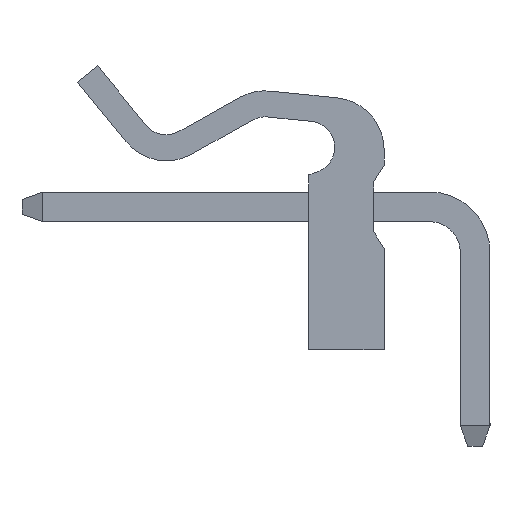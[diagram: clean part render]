
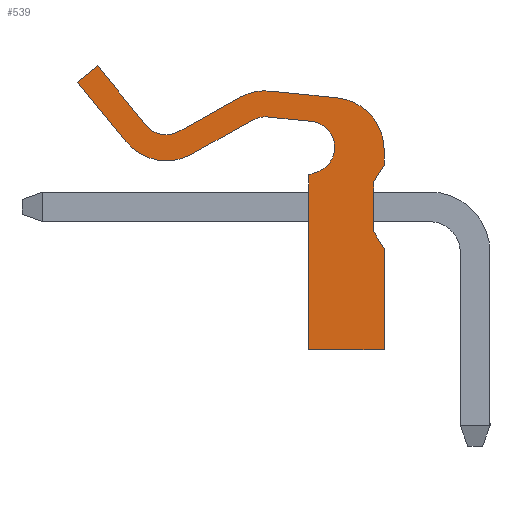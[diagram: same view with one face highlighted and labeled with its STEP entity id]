
A CAD part, left-side view. The second image highlights one B-rep face of the part: STEP entity #539.
In plain terms, the highlighted planar face has unit normal (-1, 0, 0).
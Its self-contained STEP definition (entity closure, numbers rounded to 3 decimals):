
#539=ADVANCED_FACE('',(#926),#928,.T.);
#926=FACE_BOUND('',#927,.T.);
#927=EDGE_LOOP('',(#1239,#1240,#1241,#1242,#1243,#1244,#1245,#1246,#1247,#1248,#1249,
#1250,#1251,#1252,#1253,#1254,#1255,#1256,#1257,#1258,#1259));
#928=PLANE('',#929);
#929=AXIS2_PLACEMENT_3D('',#930,#931,#932);
#930=CARTESIAN_POINT('',(-1.98,0.,0.));
#931=DIRECTION('',(-1.,0.,0.));
#932=DIRECTION('',(0.,0.,-1.));
#1239=ORIENTED_EDGE('',*,*,#1450,.T.);
#1240=ORIENTED_EDGE('',*,*,#1451,.T.);
#1241=ORIENTED_EDGE('',*,*,#1452,.T.);
#1242=ORIENTED_EDGE('',*,*,#1453,.T.);
#1243=ORIENTED_EDGE('',*,*,#1454,.T.);
#1244=ORIENTED_EDGE('',*,*,#1455,.T.);
#1245=ORIENTED_EDGE('',*,*,#1456,.T.);
#1246=ORIENTED_EDGE('',*,*,#1457,.T.);
#1247=ORIENTED_EDGE('',*,*,#1458,.T.);
#1248=ORIENTED_EDGE('',*,*,#1459,.T.);
#1249=ORIENTED_EDGE('',*,*,#1460,.T.);
#1250=ORIENTED_EDGE('',*,*,#1461,.T.);
#1251=ORIENTED_EDGE('',*,*,#1462,.T.);
#1252=ORIENTED_EDGE('',*,*,#1463,.T.);
#1253=ORIENTED_EDGE('',*,*,#1425,.T.);
#1254=ORIENTED_EDGE('',*,*,#1420,.T.);
#1255=ORIENTED_EDGE('',*,*,#1412,.T.);
#1256=ORIENTED_EDGE('',*,*,#1449,.T.);
#1257=ORIENTED_EDGE('',*,*,#1464,.T.);
#1258=ORIENTED_EDGE('',*,*,#1465,.T.);
#1259=ORIENTED_EDGE('',*,*,#1466,.T.);
#1412=EDGE_CURVE('',#1532,#1530,#1533,.T.);
#1420=EDGE_CURVE('',#1546,#1532,#1547,.T.);
#1425=EDGE_CURVE('',#1554,#1546,#1555,.T.);
#1449=EDGE_CURVE('',#1530,#1596,#1598,.T.);
#1450=EDGE_CURVE('',#1599,#1600,#1601,.T.);
#1451=EDGE_CURVE('',#1600,#1602,#1603,.T.);
#1452=EDGE_CURVE('',#1602,#1604,#1605,.T.);
#1453=EDGE_CURVE('',#1604,#1606,#1607,.T.);
#1454=EDGE_CURVE('',#1606,#1608,#1609,.T.);
#1455=EDGE_CURVE('',#1608,#1610,#1611,.T.);
#1456=EDGE_CURVE('',#1610,#1612,#1613,.T.);
#1457=EDGE_CURVE('',#1612,#1614,#1615,.T.);
#1458=EDGE_CURVE('',#1614,#1616,#1617,.T.);
#1459=EDGE_CURVE('',#1616,#1618,#1619,.T.);
#1460=EDGE_CURVE('',#1618,#1620,#1621,.T.);
#1461=EDGE_CURVE('',#1620,#1622,#1623,.T.);
#1462=EDGE_CURVE('',#1622,#1624,#1625,.T.);
#1463=EDGE_CURVE('',#1624,#1554,#1626,.T.);
#1464=EDGE_CURVE('',#1596,#1627,#1628,.T.);
#1465=EDGE_CURVE('',#1627,#1629,#1630,.T.);
#1466=EDGE_CURVE('',#1629,#1599,#1631,.T.);
#1530=VERTEX_POINT('',#1725);
#1532=VERTEX_POINT('',#1729);
#1533=LINE('',#1730,#1731);
#1546=VERTEX_POINT('',#1759);
#1547=LINE('',#1760,#1761);
#1554=VERTEX_POINT('',#1777);
#1555=LINE('',#1778,#1779);
#1596=VERTEX_POINT('',#1871);
#1598=LINE('',#1875,#1876);
#1599=VERTEX_POINT('',#1878);
#1600=VERTEX_POINT('',#1879);
#1601=CIRCLE('',#1880,2.);
#1602=VERTEX_POINT('',#1884);
#1603=LINE('',#1885,#1886);
#1604=VERTEX_POINT('',#1888);
#1605=CIRCLE('',#1889,2.);
#1606=VERTEX_POINT('',#1893);
#1607=LINE('',#1894,#1895);
#1608=VERTEX_POINT('',#1897);
#1609=CIRCLE('',#1898,1.);
#1610=VERTEX_POINT('',#1902);
#1611=LINE('',#1903,#1904);
#1612=VERTEX_POINT('',#1906);
#1613=LINE('',#1907,#1908);
#1614=VERTEX_POINT('',#1910);
#1615=LINE('',#1911,#1912);
#1616=VERTEX_POINT('',#1914);
#1617=CIRCLE('',#1915,2.);
#1618=VERTEX_POINT('',#1919);
#1619=LINE('',#1920,#1921);
#1620=VERTEX_POINT('',#1923);
#1621=CIRCLE('',#1924,1.);
#1622=VERTEX_POINT('',#1928);
#1623=LINE('',#1929,#1930);
#1624=VERTEX_POINT('',#1932);
#1625=CIRCLE('',#1933,1.);
#1626=LINE('',#1937,#1938);
#1627=VERTEX_POINT('',#1940);
#1628=LINE('',#1941,#1942);
#1629=VERTEX_POINT('',#1944);
#1630=LINE('',#1945,#1946);
#1631=LINE('',#1948,#1949);
#1725=CARTESIAN_POINT('',(-1.98,3.5,3.9));
#1729=CARTESIAN_POINT('',(-1.98,3.5,0.));
#1730=CARTESIAN_POINT('',(-1.98,3.5,0.));
#1731=VECTOR('',#1732,1.);
#1732=DIRECTION('',(0.,0.,1.));
#1759=CARTESIAN_POINT('',(-1.98,6.4,0.));
#1760=CARTESIAN_POINT('',(-1.98,6.4,0.));
#1761=VECTOR('',#1762,1.);
#1762=DIRECTION('',(0.,-1.,0.));
#1777=CARTESIAN_POINT('',(-1.98,6.4,6.727));
#1778=CARTESIAN_POINT('',(-1.98,6.4,6.727));
#1779=VECTOR('',#1780,1.);
#1780=DIRECTION('',(0.,0.,-1.));
#1871=CARTESIAN_POINT('',(-1.98,3.9,4.54));
#1875=CARTESIAN_POINT('',(-1.98,3.5,3.9));
#1876=VECTOR('',#1877,1.);
#1877=DIRECTION('',(0.,0.53,0.848));
#1878=CARTESIAN_POINT('',(-1.98,3.5,7.7));
#1879=CARTESIAN_POINT('',(-1.98,5.299,9.69));
#1880=AXIS2_PLACEMENT_3D('',#1881,#1882,#1883);
#1881=CARTESIAN_POINT('',(-1.98,5.5,7.7));
#1882=DIRECTION('',(-1.,-0.,-0.));
#1883=DIRECTION('',(0.,-1.,0.));
#1884=CARTESIAN_POINT('',(-1.98,7.871,9.95));
#1885=CARTESIAN_POINT('',(-1.98,5.299,9.69));
#1886=VECTOR('',#1887,1.);
#1887=DIRECTION('',(0.,0.995,0.101));
#1888=CARTESIAN_POINT('',(-1.98,9.049,9.705));
#1889=AXIS2_PLACEMENT_3D('',#1890,#1891,#1892);
#1890=CARTESIAN_POINT('',(-1.98,8.072,7.96));
#1891=DIRECTION('',(-1.,-0.,-0.));
#1892=DIRECTION('',(0.,-0.101,0.995));
#1893=CARTESIAN_POINT('',(-1.98,11.386,8.397));
#1894=CARTESIAN_POINT('',(-1.98,9.049,9.705));
#1895=VECTOR('',#1896,1.);
#1896=DIRECTION('',(0.,0.873,-0.488));
#1897=CARTESIAN_POINT('',(-1.98,12.649,8.638));
#1898=AXIS2_PLACEMENT_3D('',#1899,#1900,#1901);
#1899=CARTESIAN_POINT('',(-1.98,11.874,9.27));
#1900=DIRECTION('',(1.,0.,0.));
#1901=DIRECTION('',(0.,-0.488,-0.873));
#1902=CARTESIAN_POINT('',(-1.98,14.515,10.922));
#1903=CARTESIAN_POINT('',(-1.98,12.649,8.638));
#1904=VECTOR('',#1905,1.);
#1905=DIRECTION('',(0.,0.632,0.775));
#1906=CARTESIAN_POINT('',(-1.98,15.289,10.29));
#1907=CARTESIAN_POINT('',(-1.98,14.515,10.922));
#1908=VECTOR('',#1909,1.);
#1909=DIRECTION('',(0.,0.775,-0.632));
#1910=CARTESIAN_POINT('',(-1.98,13.424,8.005));
#1911=CARTESIAN_POINT('',(-1.98,15.289,10.29));
#1912=VECTOR('',#1913,1.);
#1913=DIRECTION('',(0.,-0.632,-0.775));
#1914=CARTESIAN_POINT('',(-1.98,10.898,7.525));
#1915=AXIS2_PLACEMENT_3D('',#1916,#1917,#1918);
#1916=CARTESIAN_POINT('',(-1.98,11.874,9.27));
#1917=DIRECTION('',(-1.,-0.,-0.));
#1918=DIRECTION('',(0.,0.775,-0.632));
#1919=CARTESIAN_POINT('',(-1.98,8.561,8.833));
#1920=CARTESIAN_POINT('',(-1.98,10.898,7.525));
#1921=VECTOR('',#1922,1.);
#1922=DIRECTION('',(0.,-0.873,0.488));
#1923=CARTESIAN_POINT('',(-1.98,7.972,8.955));
#1924=AXIS2_PLACEMENT_3D('',#1925,#1926,#1927);
#1925=CARTESIAN_POINT('',(-1.98,8.072,7.96));
#1926=DIRECTION('',(1.,0.,0.));
#1927=DIRECTION('',(0.,0.488,0.873));
#1928=CARTESIAN_POINT('',(-1.98,6.299,8.786));
#1929=CARTESIAN_POINT('',(-1.98,7.972,8.955));
#1930=VECTOR('',#1931,1.);
#1931=DIRECTION('',(0.,-0.995,-0.101));
#1932=CARTESIAN_POINT('',(-1.98,6.058,6.851));
#1933=AXIS2_PLACEMENT_3D('',#1934,#1935,#1936);
#1934=CARTESIAN_POINT('',(-1.98,6.4,7.791));
#1935=DIRECTION('',(1.,0.,0.));
#1936=DIRECTION('',(0.,-0.101,0.995));
#1937=CARTESIAN_POINT('',(-1.98,6.058,6.851));
#1938=VECTOR('',#1939,1.);
#1939=DIRECTION('',(0.,0.94,-0.342));
#1940=CARTESIAN_POINT('',(-1.98,3.9,6.46));
#1941=CARTESIAN_POINT('',(-1.98,3.9,4.54));
#1942=VECTOR('',#1943,1.);
#1943=DIRECTION('',(0.,0.,1.));
#1944=CARTESIAN_POINT('',(-1.98,3.5,7.1));
#1945=CARTESIAN_POINT('',(-1.98,3.9,6.46));
#1946=VECTOR('',#1947,1.);
#1947=DIRECTION('',(0.,-0.53,0.848));
#1948=CARTESIAN_POINT('',(-1.98,3.5,7.1));
#1949=VECTOR('',#1950,1.);
#1950=DIRECTION('',(0.,0.,1.));
